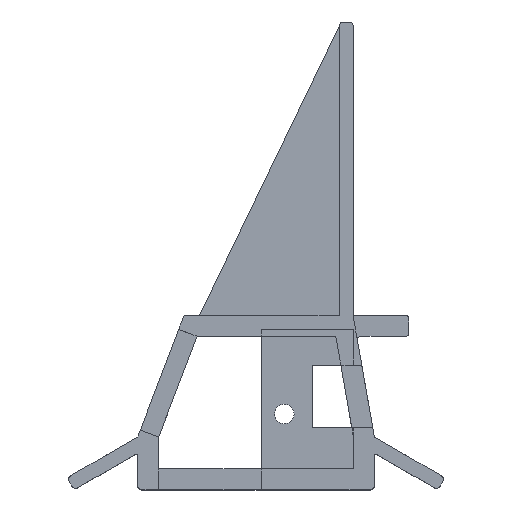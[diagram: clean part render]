
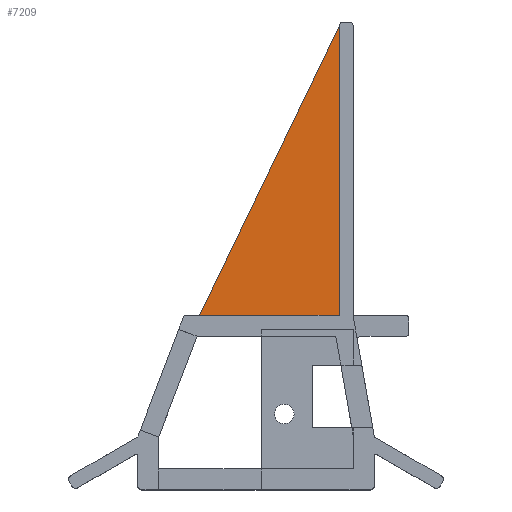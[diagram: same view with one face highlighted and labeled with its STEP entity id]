
A CAD part, top view. The second image highlights one B-rep face of the part: STEP entity #7209.
In plain terms, the highlighted planar face has unit normal (0, 0, 1).
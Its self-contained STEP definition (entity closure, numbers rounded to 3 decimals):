
#1533 = PLANE('',#1534);
#1534 = AXIS2_PLACEMENT_3D('',#1535,#1536,#1537);
#1535 = CARTESIAN_POINT('',(57.95,65.,12.2));
#1536 = DIRECTION('',(0.9,-0.435,0.));
#1537 = DIRECTION('',(0.435,0.9,0.));
#4079 = VERTEX_POINT('',#4080);
#4080 = CARTESIAN_POINT('',(57.95,65.,12.2));
#4117 = PLANE('',#4118);
#4118 = AXIS2_PLACEMENT_3D('',#4119,#4120,#4121);
#4119 = CARTESIAN_POINT('',(70.879,62.501,12.2));
#4120 = DIRECTION('',(0.,0.,1.));
#4121 = DIRECTION('',(1.,0.,0.));
#4156 = VERTEX_POINT('',#4157);
#4157 = CARTESIAN_POINT('',(77.95,106.4,12.2));
#4178 = EDGE_CURVE('',#4079,#4156,#4179,.T.);
#4179 = SURFACE_CURVE('',#4180,(#4184,#4191),.PCURVE_S1.);
#4180 = LINE('',#4181,#4182);
#4181 = CARTESIAN_POINT('',(57.95,65.,12.2));
#4182 = VECTOR('',#4183,1.);
#4183 = DIRECTION('',(0.435,0.9,0.));
#4184 = PCURVE('',#1533,#4185);
#4185 = DEFINITIONAL_REPRESENTATION('',(#4186),#4190);
#4186 = LINE('',#4187,#4188);
#4187 = CARTESIAN_POINT('',(0.,0.));
#4188 = VECTOR('',#4189,1.);
#4189 = DIRECTION('',(1.,0.));
#4190 = ( GEOMETRIC_REPRESENTATION_CONTEXT(2) 
PARAMETRIC_REPRESENTATION_CONTEXT() REPRESENTATION_CONTEXT('2D SPACE',''
  ) );
#4191 = PCURVE('',#4192,#4197);
#4192 = PLANE('',#4193);
#4193 = AXIS2_PLACEMENT_3D('',#4194,#4195,#4196);
#4194 = CARTESIAN_POINT('',(77.95,106.4,12.2));
#4195 = DIRECTION('',(0.,0.,1.));
#4196 = DIRECTION('',(0.,-1.,0.));
#4197 = DEFINITIONAL_REPRESENTATION('',(#4198),#4202);
#4198 = LINE('',#4199,#4200);
#4199 = CARTESIAN_POINT('',(41.4,-20.));
#4200 = VECTOR('',#4201,1.);
#4201 = DIRECTION('',(-0.9,0.435));
#4202 = ( GEOMETRIC_REPRESENTATION_CONTEXT(2) 
PARAMETRIC_REPRESENTATION_CONTEXT() REPRESENTATION_CONTEXT('2D SPACE',''
  ) );
#7050 = EDGE_CURVE('',#4156,#7051,#7053,.T.);
#7051 = VERTEX_POINT('',#7052);
#7052 = CARTESIAN_POINT('',(77.95,65.,12.2));
#7053 = SURFACE_CURVE('',#7054,(#7058,#7065),.PCURVE_S1.);
#7054 = LINE('',#7055,#7056);
#7055 = CARTESIAN_POINT('',(77.95,107.,12.2));
#7056 = VECTOR('',#7057,1.);
#7057 = DIRECTION('',(0.,-1.,0.));
#7058 = PCURVE('',#4117,#7059);
#7059 = DEFINITIONAL_REPRESENTATION('',(#7060),#7064);
#7060 = LINE('',#7061,#7062);
#7061 = CARTESIAN_POINT('',(7.071,44.499));
#7062 = VECTOR('',#7063,1.);
#7063 = DIRECTION('',(0.,-1.));
#7064 = ( GEOMETRIC_REPRESENTATION_CONTEXT(2) 
PARAMETRIC_REPRESENTATION_CONTEXT() REPRESENTATION_CONTEXT('2D SPACE',''
  ) );
#7065 = PCURVE('',#4192,#7066);
#7066 = DEFINITIONAL_REPRESENTATION('',(#7067),#7071);
#7067 = LINE('',#7068,#7069);
#7068 = CARTESIAN_POINT('',(-0.6,0.));
#7069 = VECTOR('',#7070,1.);
#7070 = DIRECTION('',(1.,0.));
#7071 = ( GEOMETRIC_REPRESENTATION_CONTEXT(2) 
PARAMETRIC_REPRESENTATION_CONTEXT() REPRESENTATION_CONTEXT('2D SPACE',''
  ) );
#7073 = EDGE_CURVE('',#7051,#4079,#7074,.T.);
#7074 = SURFACE_CURVE('',#7075,(#7079,#7086),.PCURVE_S1.);
#7075 = LINE('',#7076,#7077);
#7076 = CARTESIAN_POINT('',(77.95,65.,12.2));
#7077 = VECTOR('',#7078,1.);
#7078 = DIRECTION('',(-1.,0.,0.));
#7079 = PCURVE('',#4117,#7080);
#7080 = DEFINITIONAL_REPRESENTATION('',(#7081),#7085);
#7081 = LINE('',#7082,#7083);
#7082 = CARTESIAN_POINT('',(7.071,2.499));
#7083 = VECTOR('',#7084,1.);
#7084 = DIRECTION('',(-1.,0.));
#7085 = ( GEOMETRIC_REPRESENTATION_CONTEXT(2) 
PARAMETRIC_REPRESENTATION_CONTEXT() REPRESENTATION_CONTEXT('2D SPACE',''
  ) );
#7086 = PCURVE('',#4192,#7087);
#7087 = DEFINITIONAL_REPRESENTATION('',(#7088),#7092);
#7088 = LINE('',#7089,#7090);
#7089 = CARTESIAN_POINT('',(41.4,0.));
#7090 = VECTOR('',#7091,1.);
#7091 = DIRECTION('',(0.,-1.));
#7092 = ( GEOMETRIC_REPRESENTATION_CONTEXT(2) 
PARAMETRIC_REPRESENTATION_CONTEXT() REPRESENTATION_CONTEXT('2D SPACE',''
  ) );
#7209 = ADVANCED_FACE('',(#7210),#4192,.T.);
#7210 = FACE_BOUND('',#7211,.T.);
#7211 = EDGE_LOOP('',(#7212,#7213,#7214));
#7212 = ORIENTED_EDGE('',*,*,#7050,.F.);
#7213 = ORIENTED_EDGE('',*,*,#4178,.F.);
#7214 = ORIENTED_EDGE('',*,*,#7073,.F.);
